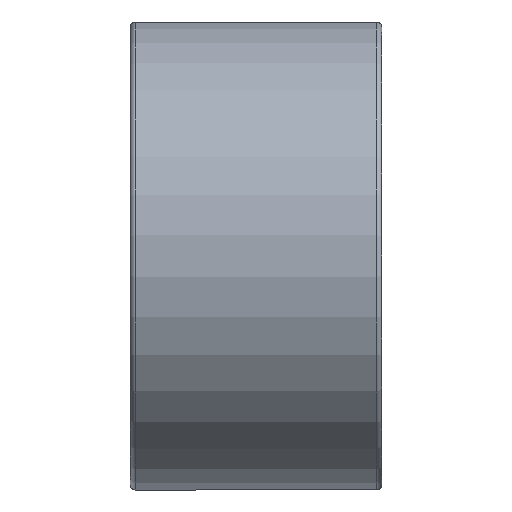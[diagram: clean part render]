
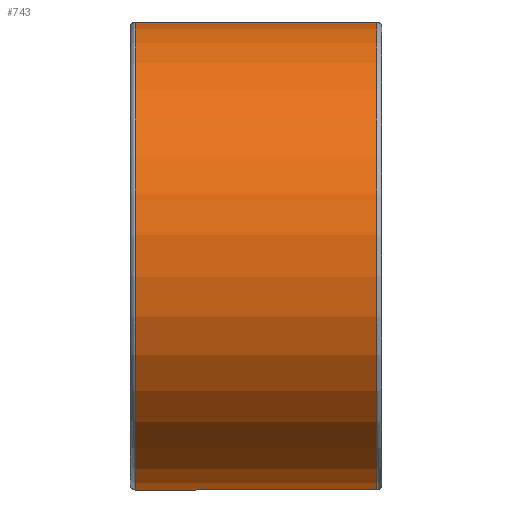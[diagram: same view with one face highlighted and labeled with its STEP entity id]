
A CAD part, left-side view. The second image highlights one B-rep face of the part: STEP entity #743.
In plain terms, the highlighted cylindrical face has radius 9.05 mm (diameter 18.1 mm), a partial arc.
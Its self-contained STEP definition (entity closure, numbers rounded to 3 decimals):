
#25 = CARTESIAN_POINT ( 'NONE',  ( 2.383, 4.65, -8.731 ) ) ;
#28 = DIRECTION ( 'NONE',  ( 0., 0., 1. ) ) ;
#50 = EDGE_CURVE ( 'NONE', #665, #968, #443, .T. ) ;
#79 = CARTESIAN_POINT ( 'NONE',  ( 2.383, 4.65, 8.731 ) ) ;
#82 = ORIENTED_EDGE ( 'NONE', *, *, #50, .T. ) ;
#85 = CARTESIAN_POINT ( 'NONE',  ( 2.383, 4.85, 8.731 ) ) ;
#97 = VECTOR ( 'NONE', #841, 1000. ) ;
#126 = CARTESIAN_POINT ( 'NONE',  ( 2.383, 4.85, -8.731 ) ) ;
#139 = AXIS2_PLACEMENT_3D ( 'NONE', #1045, #538, #863 ) ;
#143 = VERTEX_POINT ( 'NONE', #1050 ) ;
#162 = ORIENTED_EDGE ( 'NONE', *, *, #1005, .T. ) ;
#210 = CYLINDRICAL_SURFACE ( 'NONE', #139, 9.05 ) ;
#273 = LINE ( 'NONE', #85, #97 ) ;
#381 = DIRECTION ( 'NONE',  ( 0., -1., 0. ) ) ;
#425 = ORIENTED_EDGE ( 'NONE', *, *, #956, .T. ) ;
#443 = CIRCLE ( 'NONE', #651, 9.05 ) ;
#528 = LINE ( 'NONE', #126, #817 ) ;
#538 = DIRECTION ( 'NONE',  ( 0., -1., 0. ) ) ;
#545 = AXIS2_PLACEMENT_3D ( 'NONE', #700, #771, #28 ) ;
#632 = EDGE_CURVE ( 'NONE', #665, #143, #273, .T. ) ;
#651 = AXIS2_PLACEMENT_3D ( 'NONE', #779, #680, #687 ) ;
#665 = VERTEX_POINT ( 'NONE', #79 ) ;
#680 = DIRECTION ( 'NONE',  ( 0., -1., 0. ) ) ;
#687 = DIRECTION ( 'NONE',  ( 0., 0., 1. ) ) ;
#696 = FACE_OUTER_BOUND ( 'NONE', #762, .T. ) ;
#700 = CARTESIAN_POINT ( 'NONE',  ( 0., -4.65, 0. ) ) ;
#729 = CIRCLE ( 'NONE', #545, 9.05 ) ;
#743 = ADVANCED_FACE ( 'NONE', ( #696 ), #210, .T. ) ;
#762 = EDGE_LOOP ( 'NONE', ( #162, #425, #806, #82 ) ) ;
#771 = DIRECTION ( 'NONE',  ( 0., 1., 0. ) ) ;
#779 = CARTESIAN_POINT ( 'NONE',  ( 0., 4.65, 0. ) ) ;
#806 = ORIENTED_EDGE ( 'NONE', *, *, #632, .F. ) ;
#807 = VERTEX_POINT ( 'NONE', #867 ) ;
#817 = VECTOR ( 'NONE', #381, 1000. ) ;
#841 = DIRECTION ( 'NONE',  ( 0., -1., 0. ) ) ;
#863 = DIRECTION ( 'NONE',  ( 0., 0., -1. ) ) ;
#867 = CARTESIAN_POINT ( 'NONE',  ( 2.383, -4.65, -8.731 ) ) ;
#956 = EDGE_CURVE ( 'NONE', #807, #143, #729, .T. ) ;
#968 = VERTEX_POINT ( 'NONE', #25 ) ;
#1005 = EDGE_CURVE ( 'NONE', #968, #807, #528, .T. ) ;
#1045 = CARTESIAN_POINT ( 'NONE',  ( 0., 4.85, 0. ) ) ;
#1050 = CARTESIAN_POINT ( 'NONE',  ( 2.383, -4.65, 8.731 ) ) ;
